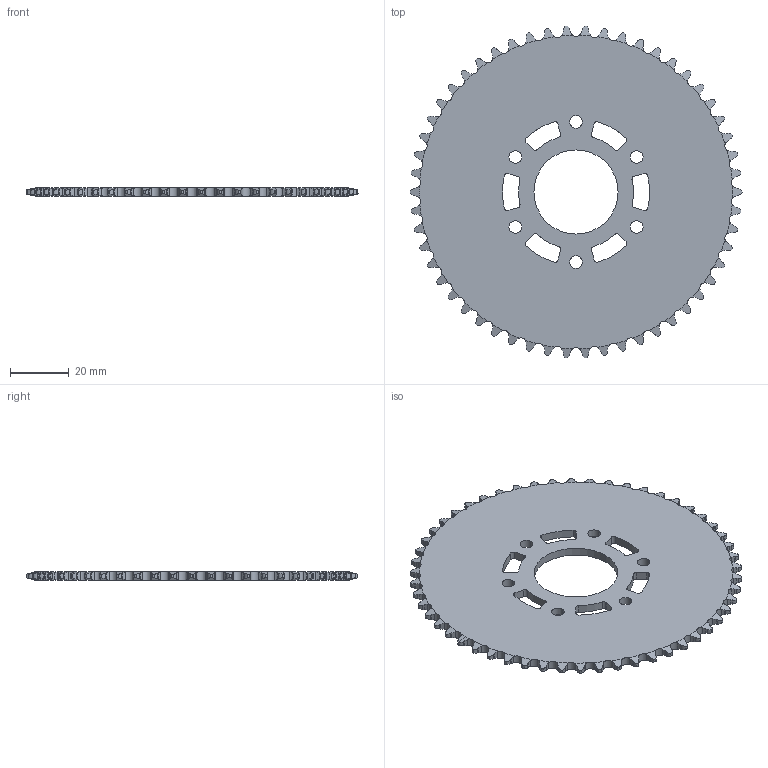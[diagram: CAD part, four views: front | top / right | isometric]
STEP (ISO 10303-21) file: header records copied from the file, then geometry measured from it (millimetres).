
FILE_DESCRIPTION (( 'STEP AP203' ), '1' );
FILE_NAME ('217-2633.20121204.STEP', '2012-12-04T23:48:20', ( 'svradm' ), ( 'Microsoft' ), 'SwSTEP 2.0', 'SolidWorks 2012', '' );
FILE_SCHEMA (( 'CONFIG_CONTROL_DESIGN' ));
Length unit declared in the file: inch
Products named in the file (1): 217-2633.20121204
Bounding box: 112.83 x 112.68 x 2.79 mm (x, y, z)
Volume: 22577.8 mm3; surface area: 18591.3 mm2
Topology: 1 solids, 1 shells, 647 faces, 1934 edges, 1289 vertices
Faces by surface type: cylinder 415, plane 122, cone 110
Entity records: 23252 total; most frequent: CARTESIAN_POINT 7031, ORIENTED_EDGE 3868, DIRECTION 2795, EDGE_CURVE 1934, VERTEX_POINT 1289, AXIS2_PLACEMENT_3D 1117, B_SPLINE_CURVE_WITH_KNOTS 904, EDGE_LOOP 673
